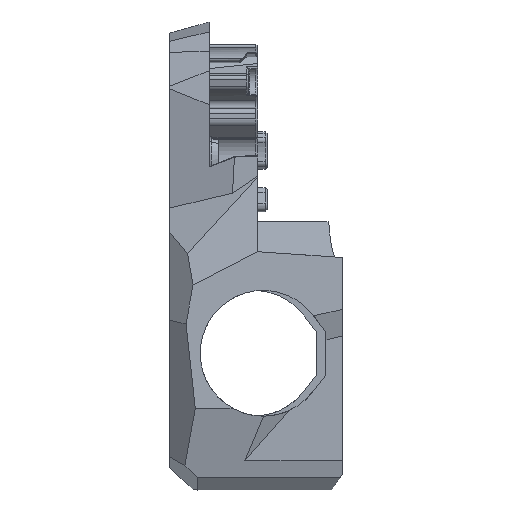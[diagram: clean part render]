
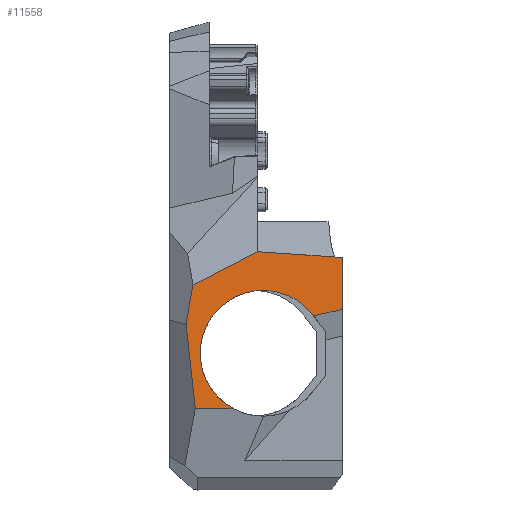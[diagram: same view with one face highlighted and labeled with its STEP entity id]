
A CAD part, front view. The second image highlights one B-rep face of the part: STEP entity #11558.
In plain terms, the highlighted face is planar.
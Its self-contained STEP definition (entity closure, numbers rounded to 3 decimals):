
#141=ELLIPSE('',#11962,13.262,13.25);
#1110=PLANE('',#12559);
#1705=FACE_OUTER_BOUND('',#2378,.T.);
#2378=EDGE_LOOP('',(#10248,#10249,#10250,#10251,#10252,#10253,#10254,#10255,
#10256,#10257));
#2666=LINE('',#16799,#3678);
#3092=LINE('',#23849,#4104);
#3095=LINE('',#23854,#4107);
#3097=LINE('',#23857,#4109);
#3112=LINE('',#23932,#4124);
#3256=LINE('',#26774,#4268);
#3262=LINE('',#26787,#4274);
#3275=LINE('',#28204,#4287);
#3307=LINE('',#28397,#4319);
#3678=VECTOR('',#13206,1000.);
#4104=VECTOR('',#14706,1000.);
#4107=VECTOR('',#14711,1000.);
#4109=VECTOR('',#14715,1000.);
#4124=VECTOR('',#14742,1000.);
#4268=VECTOR('',#15100,1000.);
#4274=VECTOR('',#15110,1000.);
#4287=VECTOR('',#15143,1000.);
#4319=VECTOR('',#15225,1000.);
#4839=VERTEX_POINT('',#16549);
#4927=VERTEX_POINT('',#16798);
#5055=VERTEX_POINT('',#17531);
#5056=VERTEX_POINT('',#17533);
#5495=VERTEX_POINT('',#23847);
#5496=VERTEX_POINT('',#23848);
#5497=VERTEX_POINT('',#23853);
#5508=VERTEX_POINT('',#23930);
#5641=VERTEX_POINT('',#26770);
#5643=VERTEX_POINT('',#26773);
#6083=EDGE_CURVE('',#4927,#4839,#2666,.T.);
#6234=EDGE_CURVE('',#5055,#5056,#141,.T.);
#6955=EDGE_CURVE('',#5495,#5496,#3092,.T.);
#6958=EDGE_CURVE('',#5497,#5495,#3095,.T.);
#6960=EDGE_CURVE('',#4839,#5497,#3097,.T.);
#6977=EDGE_CURVE('',#5496,#5508,#3112,.T.);
#7204=EDGE_CURVE('',#5643,#5641,#3256,.T.);
#7211=EDGE_CURVE('',#5508,#5056,#3262,.T.);
#7237=EDGE_CURVE('',#5643,#5055,#3275,.T.);
#7277=EDGE_CURVE('',#5641,#4927,#3307,.T.);
#10248=ORIENTED_EDGE('',*,*,#6083,.T.);
#10249=ORIENTED_EDGE('',*,*,#6960,.T.);
#10250=ORIENTED_EDGE('',*,*,#6958,.T.);
#10251=ORIENTED_EDGE('',*,*,#6955,.T.);
#10252=ORIENTED_EDGE('',*,*,#6977,.T.);
#10253=ORIENTED_EDGE('',*,*,#7211,.T.);
#10254=ORIENTED_EDGE('',*,*,#6234,.F.);
#10255=ORIENTED_EDGE('',*,*,#7237,.F.);
#10256=ORIENTED_EDGE('',*,*,#7204,.T.);
#10257=ORIENTED_EDGE('',*,*,#7277,.T.);
#11558=ADVANCED_FACE('',(#1705),#1110,.F.);
#11962=AXIS2_PLACEMENT_3D('',#17534,#13455,#13456);
#12559=AXIS2_PLACEMENT_3D('',#28399,#15227,#15228);
#13206=DIRECTION('',(0.003,0.998,0.069));
#13455=DIRECTION('center_axis',(-0.999,0.,
0.043));
#13456=DIRECTION('ref_axis',(0.043,0.,0.999));
#14706=DIRECTION('',(-0.042,0.173,-0.984));
#14711=DIRECTION('',(-0.019,0.889,-0.457));
#14715=DIRECTION('',(0.003,0.998,0.069));
#14742=DIRECTION('',(-0.042,-0.108,-0.993));
#15100=DIRECTION('',(0.009,-0.977,0.212));
#15110=DIRECTION('',(0.,-1.,0.));
#15143=DIRECTION('',(0.034,0.608,0.793));
#15225=DIRECTION('',(0.043,0.,0.999));
#15227=DIRECTION('center_axis',(0.999,0.,
-0.043));
#15228=DIRECTION('ref_axis',(0.,-1.,0.));
#16549=CARTESIAN_POINT('',(-85.703,104.409,191.336));
#16798=CARTESIAN_POINT('',(-85.756,86.56,190.109));
#16799=CARTESIAN_POINT('',(-85.714,100.852,191.091));
#17531=CARTESIAN_POINT('',(-86.271,92.728,178.01));
#17533=CARTESIAN_POINT('',(-87.109,109.564,158.301));
#17534=CARTESIAN_POINT('Origin',(-86.614,103.239,169.944));
#23847=CARTESIAN_POINT('',(-86.001,117.995,184.352));
#23848=CARTESIAN_POINT('',(-86.353,119.452,176.083));
#23849=CARTESIAN_POINT('',(-86.513,120.115,172.322));
#23853=CARTESIAN_POINT('',(-85.703,104.414,191.336));
#23854=CARTESIAN_POINT('',(-85.749,106.496,190.265));
#23857=CARTESIAN_POINT('',(-85.714,100.852,191.091));
#23930=CARTESIAN_POINT('',(-87.109,117.512,158.301));
#23932=CARTESIAN_POINT('',(-86.659,118.666,168.88));
#26770=CARTESIAN_POINT('',(-86.222,86.56,179.156));
#26773=CARTESIAN_POINT('',(-86.277,92.602,177.847));
#26774=CARTESIAN_POINT('',(-86.184,82.461,180.043));
#26787=CARTESIAN_POINT('',(-87.109,81.641,158.301));
#28204=CARTESIAN_POINT('',(-86.405,90.301,174.848));
#28397=CARTESIAN_POINT('',(-86.61,86.56,170.026));
#28399=CARTESIAN_POINT('Origin',(-86.61,81.641,170.026));
